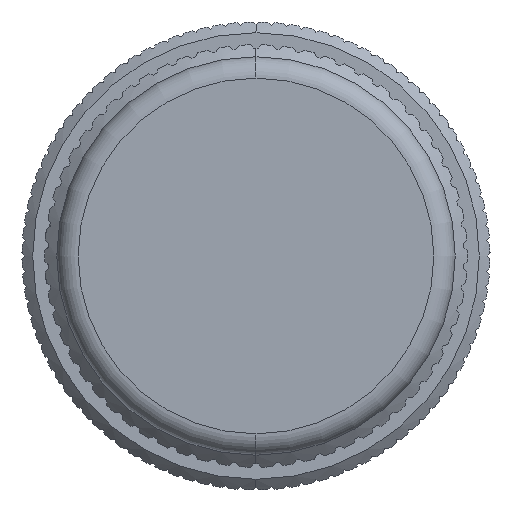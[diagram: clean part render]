
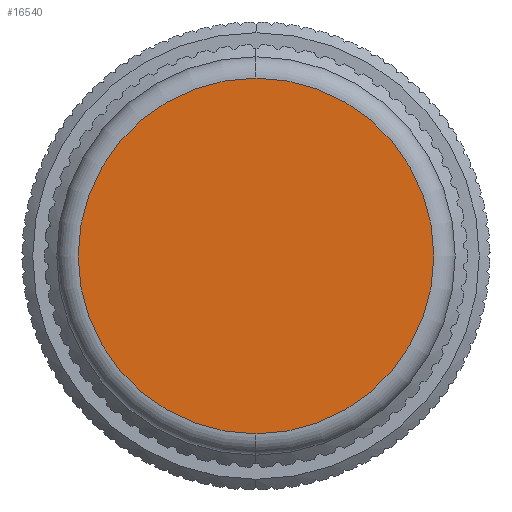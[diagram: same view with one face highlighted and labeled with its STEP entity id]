
A CAD part, left-side view. The second image highlights one B-rep face of the part: STEP entity #16540.
In plain terms, the highlighted planar face has unit normal (-1, 0, 0).
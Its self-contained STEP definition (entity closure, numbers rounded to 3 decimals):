
#10677 = CARTESIAN_POINT ( 'NONE',  ( -23.37, 0., -13.3 ) ) ;
#12272 = CARTESIAN_POINT ( 'NONE',  ( -23.37, 0., 13.3 ) ) ;
#12274 = ORIENTED_EDGE ( 'NONE', *, *, #23837, .T. ) ;
#12723 = DIRECTION ( 'NONE',  ( -1., 0., 0. ) ) ;
#13628 = AXIS2_PLACEMENT_3D ( 'NONE', #33458, #14183, #41296 ) ;
#13795 = VERTEX_POINT ( 'NONE', #12272 ) ;
#14183 = DIRECTION ( 'NONE',  ( 1., 0., 0. ) ) ;
#14369 = FACE_OUTER_BOUND ( 'NONE', #31268, .T. ) ;
#15066 = AXIS2_PLACEMENT_3D ( 'NONE', #33023, #12723, #44345 ) ;
#15425 = EDGE_CURVE ( 'NONE', #20086, #13795, #33624, .T. ) ;
#16540 = ADVANCED_FACE ( 'NONE', ( #14369 ), #33962, .F. ) ;
#20086 = VERTEX_POINT ( 'NONE', #10677 ) ;
#20402 = DIRECTION ( 'NONE',  ( 0., 0., -1. ) ) ;
#23837 = EDGE_CURVE ( 'NONE', #13795, #20086, #47792, .T. ) ;
#31268 = EDGE_LOOP ( 'NONE', ( #32770, #12274 ) ) ;
#32238 = CARTESIAN_POINT ( 'NONE',  ( -23.37, 0., 0. ) ) ;
#32770 = ORIENTED_EDGE ( 'NONE', *, *, #15425, .T. ) ;
#33023 = CARTESIAN_POINT ( 'NONE',  ( -23.37, 0., 0. ) ) ;
#33458 = CARTESIAN_POINT ( 'NONE',  ( -23.37, 0., 0. ) ) ;
#33624 = CIRCLE ( 'NONE', #15066, 13.3 ) ;
#33962 = PLANE ( 'NONE',  #13628 ) ;
#40412 = DIRECTION ( 'NONE',  ( -1., 0., 0. ) ) ;
#41296 = DIRECTION ( 'NONE',  ( 0., 0., -1. ) ) ;
#44345 = DIRECTION ( 'NONE',  ( 0., 0., -1. ) ) ;
#44779 = AXIS2_PLACEMENT_3D ( 'NONE', #32238, #40412, #20402 ) ;
#47792 = CIRCLE ( 'NONE', #44779, 13.3 ) ;
